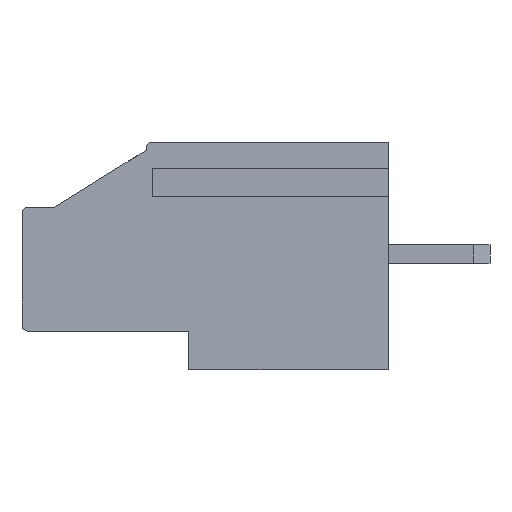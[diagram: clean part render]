
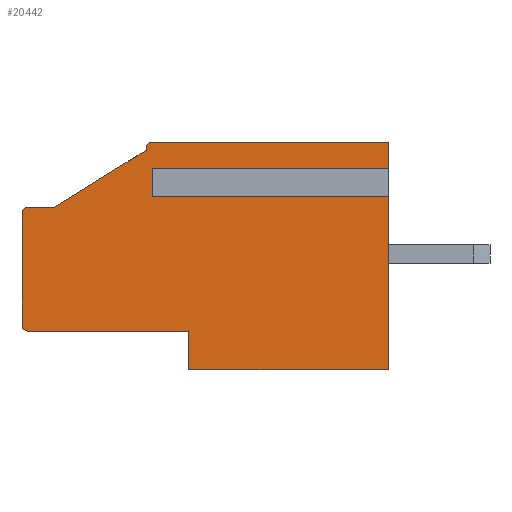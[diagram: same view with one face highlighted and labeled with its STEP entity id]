
A CAD part, left-side view. The second image highlights one B-rep face of the part: STEP entity #20442.
In plain terms, the highlighted planar face has unit normal (-1, 0, 0).
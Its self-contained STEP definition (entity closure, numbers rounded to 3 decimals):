
#742 = DIRECTION ( 'NONE',  ( 0., 0., -1. ) ) ;
#769 = VECTOR ( 'NONE', #7327, 1000. ) ;
#892 = CARTESIAN_POINT ( 'NONE',  ( 0., 11.6, 9.7 ) ) ;
#1376 = LINE ( 'NONE', #19089, #2911 ) ;
#1414 = VECTOR ( 'NONE', #8521, 1000. ) ;
#1709 = VERTEX_POINT ( 'NONE', #892 ) ;
#1898 = EDGE_CURVE ( 'NONE', #22481, #7098, #20008, .T. ) ;
#2158 = DIRECTION ( 'NONE',  ( 0., -1., 0. ) ) ;
#2172 = LINE ( 'NONE', #4013, #24231 ) ;
#2296 = EDGE_CURVE ( 'NONE', #1709, #20746, #21022, .T. ) ;
#2818 = EDGE_CURVE ( 'NONE', #4238, #13155, #6018, .T. ) ;
#2911 = VECTOR ( 'NONE', #9319, 1000. ) ;
#3063 = CARTESIAN_POINT ( 'NONE',  ( 0., 9.8, 1.9 ) ) ;
#3220 = LINE ( 'NONE', #11337, #769 ) ;
#3671 = ORIENTED_EDGE ( 'NONE', *, *, #2296, .F. ) ;
#3928 = AXIS2_PLACEMENT_3D ( 'NONE', #5039, #21314, #19187 ) ;
#3971 = ORIENTED_EDGE ( 'NONE', *, *, #6311, .F. ) ;
#4013 = CARTESIAN_POINT ( 'NONE',  ( 0., 18., 1.9 ) ) ;
#4085 = VECTOR ( 'NONE', #15964, 1000. ) ;
#4144 = CARTESIAN_POINT ( 'NONE',  ( 0., 16.4, 8. ) ) ;
#4238 = VERTEX_POINT ( 'NONE', #6148 ) ;
#4702 = ORIENTED_EDGE ( 'NONE', *, *, #11697, .T. ) ;
#4902 = EDGE_CURVE ( 'NONE', #20746, #22967, #22323, .T. ) ;
#5039 = CARTESIAN_POINT ( 'NONE',  ( 0., 17.7, 2.2 ) ) ;
#5504 = CARTESIAN_POINT ( 'NONE',  ( 0., 18., 0. ) ) ;
#6018 = CIRCLE ( 'NONE', #20834, 0.3 ) ;
#6148 = CARTESIAN_POINT ( 'NONE',  ( 0., 11.6, 11.2 ) ) ;
#6293 = DIRECTION ( 'NONE',  ( 0., 0., -1. ) ) ;
#6311 = EDGE_CURVE ( 'NONE', #23821, #25624, #3220, .T. ) ;
#6314 = DIRECTION ( 'NONE',  ( 0., -1., 0. ) ) ;
#6684 = CIRCLE ( 'NONE', #22731, 0.3 ) ;
#6694 = CARTESIAN_POINT ( 'NONE',  ( 0., 11.6, 10.9 ) ) ;
#6810 = ORIENTED_EDGE ( 'NONE', *, *, #6831, .T. ) ;
#6831 = EDGE_CURVE ( 'NONE', #24519, #11620, #25588, .T. ) ;
#7098 = VERTEX_POINT ( 'NONE', #20557 ) ;
#7132 = EDGE_CURVE ( 'NONE', #23821, #15455, #6684, .T. ) ;
#7139 = CARTESIAN_POINT ( 'NONE',  ( 0., 11.9, 10.9 ) ) ;
#7327 = DIRECTION ( 'NONE',  ( 0., -1., 0. ) ) ;
#7491 = CARTESIAN_POINT ( 'NONE',  ( 0., 0., 11.2 ) ) ;
#7677 = DIRECTION ( 'NONE',  ( 1., 0., 0. ) ) ;
#7696 = VERTEX_POINT ( 'NONE', #23407 ) ;
#7753 = DIRECTION ( 'NONE',  ( 0., -1., 0. ) ) ;
#7828 = ORIENTED_EDGE ( 'NONE', *, *, #14397, .F. ) ;
#8027 = LINE ( 'NONE', #20323, #4085 ) ;
#8351 = ORIENTED_EDGE ( 'NONE', *, *, #2818, .T. ) ;
#8521 = DIRECTION ( 'NONE',  ( 0., -0.849, 0.528 ) ) ;
#8781 = ORIENTED_EDGE ( 'NONE', *, *, #16896, .F. ) ;
#8804 = VECTOR ( 'NONE', #23615, 1000. ) ;
#8983 = DIRECTION ( 'NONE',  ( 0., 0., -1. ) ) ;
#9150 = VECTOR ( 'NONE', #6314, 1000. ) ;
#9319 = DIRECTION ( 'NONE',  ( 0., 0., 1. ) ) ;
#9416 = ORIENTED_EDGE ( 'NONE', *, *, #18102, .T. ) ;
#9438 = LINE ( 'NONE', #17481, #18602 ) ;
#9691 = FACE_OUTER_BOUND ( 'NONE', #25629, .T. ) ;
#9716 = CARTESIAN_POINT ( 'NONE',  ( 0., 0., 0. ) ) ;
#9778 = LINE ( 'NONE', #5504, #23645 ) ;
#9804 = ORIENTED_EDGE ( 'NONE', *, *, #21678, .F. ) ;
#10527 = ORIENTED_EDGE ( 'NONE', *, *, #20957, .F. ) ;
#11199 = EDGE_CURVE ( 'NONE', #1709, #24519, #18299, .T. ) ;
#11337 = CARTESIAN_POINT ( 'NONE',  ( 0., 18., 8. ) ) ;
#11620 = VERTEX_POINT ( 'NONE', #11762 ) ;
#11697 = EDGE_CURVE ( 'NONE', #12454, #22967, #8027, .T. ) ;
#11762 = CARTESIAN_POINT ( 'NONE',  ( 0., 0., 11.2 ) ) ;
#11816 = DIRECTION ( 'NONE',  ( 0., 0., 1. ) ) ;
#11978 = DIRECTION ( 'NONE',  ( 0., 1., 0. ) ) ;
#12235 = LINE ( 'NONE', #20297, #15032 ) ;
#12368 = DIRECTION ( 'NONE',  ( 0., -1., 0. ) ) ;
#12454 = VERTEX_POINT ( 'NONE', #9716 ) ;
#12750 = LINE ( 'NONE', #4144, #1414 ) ;
#13155 = VERTEX_POINT ( 'NONE', #7139 ) ;
#13270 = CARTESIAN_POINT ( 'NONE',  ( 0., 9.8, 1.9 ) ) ;
#13667 = CARTESIAN_POINT ( 'NONE',  ( 0., 0., 8.7 ) ) ;
#13871 = ORIENTED_EDGE ( 'NONE', *, *, #18693, .F. ) ;
#14229 = VECTOR ( 'NONE', #2158, 1000. ) ;
#14397 = EDGE_CURVE ( 'NONE', #22481, #15455, #9438, .T. ) ;
#14697 = DIRECTION ( 'NONE',  ( 0., 0., -1. ) ) ;
#14883 = CARTESIAN_POINT ( 'NONE',  ( 0., 16.4, 8. ) ) ;
#15032 = VECTOR ( 'NONE', #12368, 1000. ) ;
#15455 = VERTEX_POINT ( 'NONE', #24713 ) ;
#15610 = CARTESIAN_POINT ( 'NONE',  ( 0., 17.7, 8. ) ) ;
#15964 = DIRECTION ( 'NONE',  ( 0., 0., 1. ) ) ;
#16129 = VERTEX_POINT ( 'NONE', #13270 ) ;
#16483 = ORIENTED_EDGE ( 'NONE', *, *, #4902, .F. ) ;
#16896 = EDGE_CURVE ( 'NONE', #25624, #7696, #12750, .T. ) ;
#17481 = CARTESIAN_POINT ( 'NONE',  ( 0., 18., 11.2 ) ) ;
#17486 = VECTOR ( 'NONE', #14697, 1000. ) ;
#17730 = PLANE ( 'NONE',  #22991 ) ;
#17904 = CARTESIAN_POINT ( 'NONE',  ( 0., 11.6, 9.7 ) ) ;
#17970 = CARTESIAN_POINT ( 'NONE',  ( 0., 11.6, 8.7 ) ) ;
#18102 = EDGE_CURVE ( 'NONE', #21288, #12454, #9778, .T. ) ;
#18299 = LINE ( 'NONE', #17904, #14229 ) ;
#18354 = ORIENTED_EDGE ( 'NONE', *, *, #7132, .T. ) ;
#18409 = ORIENTED_EDGE ( 'NONE', *, *, #11199, .T. ) ;
#18602 = VECTOR ( 'NONE', #11816, 1000. ) ;
#18693 = EDGE_CURVE ( 'NONE', #7696, #13155, #1376, .T. ) ;
#18838 = CARTESIAN_POINT ( 'NONE',  ( 0., 17.7, 7.7 ) ) ;
#19089 = CARTESIAN_POINT ( 'NONE',  ( 0., 11.9, 10.8 ) ) ;
#19187 = DIRECTION ( 'NONE',  ( 0., 0., -1. ) ) ;
#19969 = CARTESIAN_POINT ( 'NONE',  ( 0., 11.6, 9.7 ) ) ;
#20008 = CIRCLE ( 'NONE', #3928, 0.3 ) ;
#20297 = CARTESIAN_POINT ( 'NONE',  ( 0., 18., 11.2 ) ) ;
#20323 = CARTESIAN_POINT ( 'NONE',  ( 0., 0., 11.2 ) ) ;
#20442 = ADVANCED_FACE ( 'NONE', ( #9691 ), #17730, .F. ) ;
#20490 = VECTOR ( 'NONE', #21064, 1000. ) ;
#20557 = CARTESIAN_POINT ( 'NONE',  ( 0., 17.7, 1.9 ) ) ;
#20684 = ORIENTED_EDGE ( 'NONE', *, *, #1898, .T. ) ;
#20746 = VERTEX_POINT ( 'NONE', #22824 ) ;
#20788 = CARTESIAN_POINT ( 'NONE',  ( 0., 0., 9.7 ) ) ;
#20834 = AXIS2_PLACEMENT_3D ( 'NONE', #6694, #24428, #6293 ) ;
#20957 = EDGE_CURVE ( 'NONE', #21288, #16129, #23281, .T. ) ;
#21022 = LINE ( 'NONE', #19969, #17486 ) ;
#21064 = DIRECTION ( 'NONE',  ( 0., 0., 1. ) ) ;
#21288 = VERTEX_POINT ( 'NONE', #24315 ) ;
#21314 = DIRECTION ( 'NONE',  ( -1., 0., 0. ) ) ;
#21575 = EDGE_CURVE ( 'NONE', #16129, #7098, #2172, .T. ) ;
#21678 = EDGE_CURVE ( 'NONE', #4238, #11620, #12235, .T. ) ;
#22323 = LINE ( 'NONE', #17970, #9150 ) ;
#22481 = VERTEX_POINT ( 'NONE', #25636 ) ;
#22654 = DIRECTION ( 'NONE',  ( -1., 0., 0. ) ) ;
#22731 = AXIS2_PLACEMENT_3D ( 'NONE', #18838, #22654, #742 ) ;
#22824 = CARTESIAN_POINT ( 'NONE',  ( 0., 11.6, 8.7 ) ) ;
#22967 = VERTEX_POINT ( 'NONE', #13667 ) ;
#22991 = AXIS2_PLACEMENT_3D ( 'NONE', #25770, #7677, #8983 ) ;
#23281 = LINE ( 'NONE', #3063, #20490 ) ;
#23407 = CARTESIAN_POINT ( 'NONE',  ( 0., 11.9, 10.8 ) ) ;
#23615 = DIRECTION ( 'NONE',  ( 0., 0., 1. ) ) ;
#23645 = VECTOR ( 'NONE', #7753, 1000. ) ;
#23821 = VERTEX_POINT ( 'NONE', #15610 ) ;
#24231 = VECTOR ( 'NONE', #11978, 1000. ) ;
#24315 = CARTESIAN_POINT ( 'NONE',  ( 0., 9.8, 0. ) ) ;
#24428 = DIRECTION ( 'NONE',  ( -1., 0., 0. ) ) ;
#24519 = VERTEX_POINT ( 'NONE', #20788 ) ;
#24713 = CARTESIAN_POINT ( 'NONE',  ( 0., 18., 7.7 ) ) ;
#25118 = ORIENTED_EDGE ( 'NONE', *, *, #21575, .F. ) ;
#25588 = LINE ( 'NONE', #7491, #8804 ) ;
#25624 = VERTEX_POINT ( 'NONE', #14883 ) ;
#25629 = EDGE_LOOP ( 'NONE', ( #9804, #8351, #13871, #8781, #3971, #18354, #7828, #20684, #25118, #10527, #9416, #4702, #16483, #3671, #18409, #6810 ) ) ;
#25636 = CARTESIAN_POINT ( 'NONE',  ( 0., 18., 2.2 ) ) ;
#25770 = CARTESIAN_POINT ( 'NONE',  ( 0., 18., 11.2 ) ) ;
